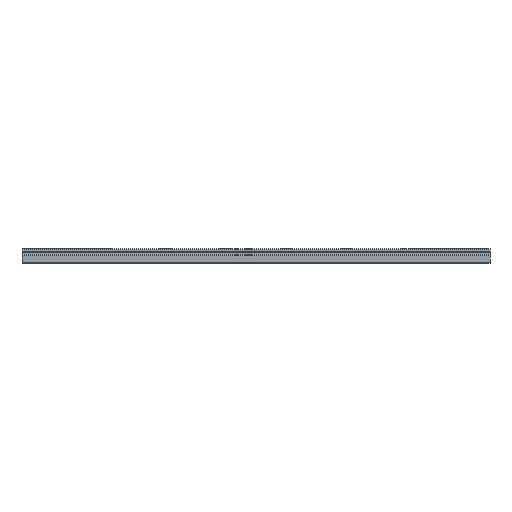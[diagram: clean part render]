
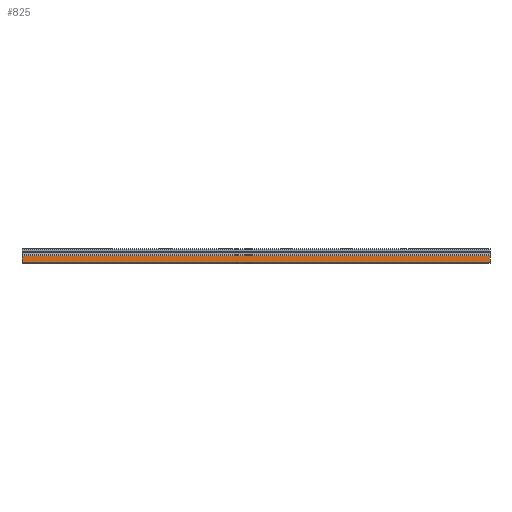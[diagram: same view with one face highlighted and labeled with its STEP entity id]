
A CAD part, left-side view. The second image highlights one B-rep face of the part: STEP entity #825.
In plain terms, the highlighted planar face has unit normal (-1, 0, 0).
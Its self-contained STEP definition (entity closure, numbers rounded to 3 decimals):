
#28 = CARTESIAN_POINT ( 'NONE',  ( -21., 280., 4.878 ) ) ;
#53 = LINE ( 'NONE', #4497, #494 ) ;
#214 = EDGE_CURVE ( 'NONE', #3702, #2909, #1956, .T. ) ;
#482 = FACE_OUTER_BOUND ( 'NONE', #3061, .T. ) ;
#484 = VECTOR ( 'NONE', #2445, 1000. ) ;
#494 = VECTOR ( 'NONE', #3151, 1000. ) ;
#563 = VECTOR ( 'NONE', #3075, 1000. ) ;
#744 = AXIS2_PLACEMENT_3D ( 'NONE', #4995, #4147, #3220 ) ;
#825 = ADVANCED_FACE ( 'NONE', ( #482 ), #3974, .T. ) ;
#1191 = VERTEX_POINT ( 'NONE', #5647 ) ;
#1761 = LINE ( 'NONE', #5240, #563 ) ;
#1956 = LINE ( 'NONE', #2813, #484 ) ;
#2023 = CARTESIAN_POINT ( 'NONE',  ( -21., -30., 4.878 ) ) ;
#2282 = EDGE_CURVE ( 'NONE', #2909, #1191, #1761, .T. ) ;
#2389 = ORIENTED_EDGE ( 'NONE', *, *, #5503, .T. ) ;
#2445 = DIRECTION ( 'NONE',  ( 0., -1., 0. ) ) ;
#2725 = VERTEX_POINT ( 'NONE', #5299 ) ;
#2813 = CARTESIAN_POINT ( 'NONE',  ( -21., 250., 4.878 ) ) ;
#2909 = VERTEX_POINT ( 'NONE', #2023 ) ;
#2966 = ORIENTED_EDGE ( 'NONE', *, *, #214, .F. ) ;
#3061 = EDGE_LOOP ( 'NONE', ( #2389, #3260, #2966, #4612 ) ) ;
#3075 = DIRECTION ( 'NONE',  ( 0., 0., -1. ) ) ;
#3133 = CARTESIAN_POINT ( 'NONE',  ( -21., 250., 0.6 ) ) ;
#3151 = DIRECTION ( 'NONE',  ( 0., 0., 1. ) ) ;
#3159 = DIRECTION ( 'NONE',  ( 0., -1., 0. ) ) ;
#3220 = DIRECTION ( 'NONE',  ( 0., 0., 1. ) ) ;
#3260 = ORIENTED_EDGE ( 'NONE', *, *, #2282, .F. ) ;
#3632 = LINE ( 'NONE', #3133, #4969 ) ;
#3702 = VERTEX_POINT ( 'NONE', #28 ) ;
#3974 = PLANE ( 'NONE',  #744 ) ;
#4147 = DIRECTION ( 'NONE',  ( -1., 0., 0. ) ) ;
#4497 = CARTESIAN_POINT ( 'NONE',  ( -21., 280., 0.6 ) ) ;
#4612 = ORIENTED_EDGE ( 'NONE', *, *, #4908, .F. ) ;
#4908 = EDGE_CURVE ( 'NONE', #2725, #3702, #53, .T. ) ;
#4969 = VECTOR ( 'NONE', #3159, 1000. ) ;
#4995 = CARTESIAN_POINT ( 'NONE',  ( -21., 250., 2.739 ) ) ;
#5240 = CARTESIAN_POINT ( 'NONE',  ( -21., -30., 4.878 ) ) ;
#5299 = CARTESIAN_POINT ( 'NONE',  ( -21., 280., 0.6 ) ) ;
#5503 = EDGE_CURVE ( 'NONE', #2725, #1191, #3632, .T. ) ;
#5647 = CARTESIAN_POINT ( 'NONE',  ( -21., -30., 0.6 ) ) ;
